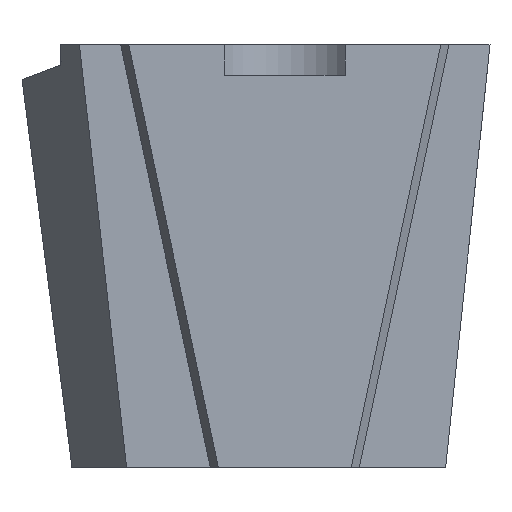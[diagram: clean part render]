
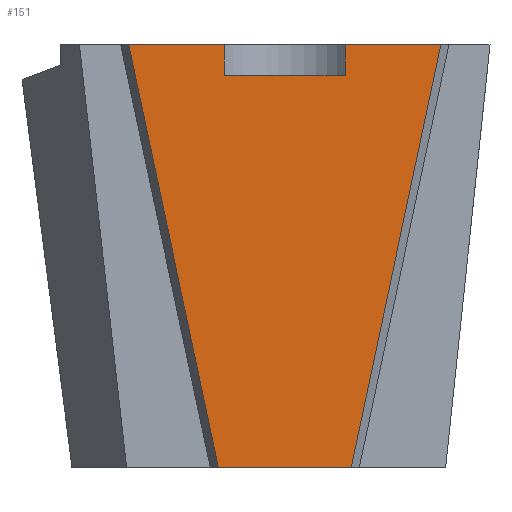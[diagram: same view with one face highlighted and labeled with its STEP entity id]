
A CAD part, left-side view. The second image highlights one B-rep face of the part: STEP entity #151.
In plain terms, the highlighted planar face has unit normal (-1, 0, 0).
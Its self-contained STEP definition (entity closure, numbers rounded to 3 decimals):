
#151=ADVANCED_FACE('',(#261),#207,.F.);
#207=PLANE('',#1296);
#261=FACE_OUTER_BOUND('',#327,.T.);
#327=EDGE_LOOP('',(#551,#552,#553,#554,#555,#556,#557,#558));
#551=ORIENTED_EDGE('',*,*,#911,.F.);
#552=ORIENTED_EDGE('',*,*,#912,.T.);
#553=ORIENTED_EDGE('',*,*,#913,.T.);
#554=ORIENTED_EDGE('',*,*,#914,.T.);
#555=ORIENTED_EDGE('',*,*,#915,.F.);
#556=ORIENTED_EDGE('',*,*,#916,.T.);
#557=ORIENTED_EDGE('',*,*,#917,.F.);
#558=ORIENTED_EDGE('',*,*,#918,.T.);
#771=VERTEX_POINT('',#1878);
#772=VERTEX_POINT('',#1879);
#773=VERTEX_POINT('',#1881);
#774=VERTEX_POINT('',#1883);
#775=VERTEX_POINT('',#1885);
#776=VERTEX_POINT('',#1887);
#777=VERTEX_POINT('',#1889);
#778=VERTEX_POINT('',#1891);
#911=EDGE_CURVE('',#771,#772,#1057,.T.);
#912=EDGE_CURVE('',#771,#773,#1058,.T.);
#913=EDGE_CURVE('',#773,#774,#1059,.T.);
#914=EDGE_CURVE('',#774,#775,#1060,.T.);
#915=EDGE_CURVE('',#776,#775,#1061,.T.);
#916=EDGE_CURVE('',#776,#777,#1062,.T.);
#917=EDGE_CURVE('',#778,#777,#1063,.T.);
#918=EDGE_CURVE('',#778,#772,#1064,.T.);
#1057=LINE('',#1877,#1185);
#1058=LINE('',#1880,#1186);
#1059=LINE('',#1882,#1187);
#1060=LINE('',#1884,#1188);
#1061=LINE('',#1886,#1189);
#1062=LINE('',#1888,#1190);
#1063=LINE('',#1890,#1191);
#1064=LINE('',#1892,#1192);
#1185=VECTOR('',#1530,1.);
#1186=VECTOR('',#1531,1.);
#1187=VECTOR('',#1532,1.);
#1188=VECTOR('',#1533,1.);
#1189=VECTOR('',#1534,1.);
#1190=VECTOR('',#1535,1.);
#1191=VECTOR('',#1536,1.);
#1192=VECTOR('',#1537,1.);
#1296=AXIS2_PLACEMENT_3D('',#1893,#1538,#1539);
#1530=DIRECTION('',(0.,-1.,0.));
#1531=DIRECTION('',(0.,0.,-1.));
#1532=DIRECTION('',(0.,1.,0.));
#1533=DIRECTION('',(0.,0.,1.));
#1534=DIRECTION('',(0.,-1.,0.));
#1535=DIRECTION('',(0.,-0.208,-0.978));
#1536=DIRECTION('',(0.,1.,0.));
#1537=DIRECTION('',(0.,-0.208,0.978));
#1538=DIRECTION('',(1.,0.,0.));
#1539=DIRECTION('',(0.,1.,0.));
#1877=CARTESIAN_POINT('',(-72.47,37.635,11.186));
#1878=CARTESIAN_POINT('',(-72.47,-2.644,11.186));
#1879=CARTESIAN_POINT('',(-72.47,-18.529,11.186));
#1880=CARTESIAN_POINT('',(-72.47,-2.644,11.186));
#1881=CARTESIAN_POINT('',(-72.47,-2.644,6.186));
#1882=CARTESIAN_POINT('',(-72.47,37.635,6.186));
#1883=CARTESIAN_POINT('',(-72.47,17.356,6.186));
#1884=CARTESIAN_POINT('',(-72.47,17.356,11.186));
#1885=CARTESIAN_POINT('',(-72.47,17.356,11.186));
#1886=CARTESIAN_POINT('',(-72.47,37.635,11.186));
#1887=CARTESIAN_POINT('',(-72.47,33.24,11.186));
#1888=CARTESIAN_POINT('',(-72.47,33.43,12.08));
#1889=CARTESIAN_POINT('',(-72.47,18.361,-58.814));
#1890=CARTESIAN_POINT('',(-72.47,37.635,-58.814));
#1891=CARTESIAN_POINT('',(-72.47,-3.65,-58.814));
#1892=CARTESIAN_POINT('',(-72.47,-16.101,-0.236));
#1893=CARTESIAN_POINT('',(-72.47,37.635,11.186));
